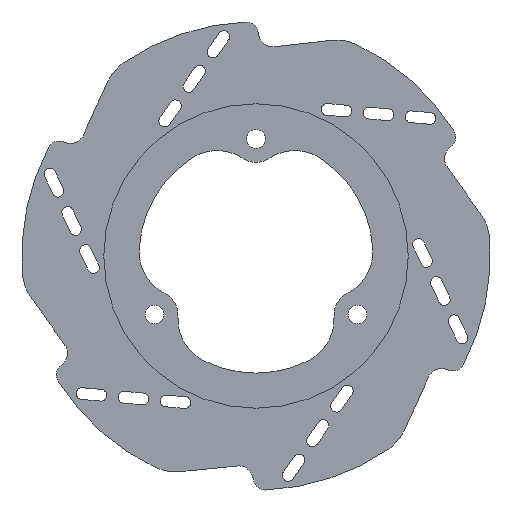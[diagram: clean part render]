
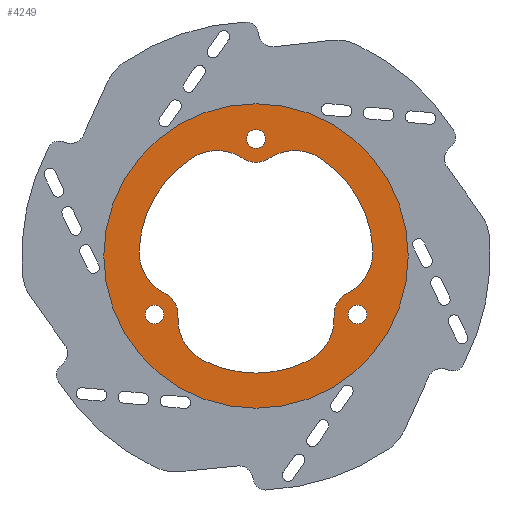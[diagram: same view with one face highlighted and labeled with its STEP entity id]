
A CAD part, left-side view. The second image highlights one B-rep face of the part: STEP entity #4249.
In plain terms, the highlighted planar face has unit normal (-1, 0, 0).
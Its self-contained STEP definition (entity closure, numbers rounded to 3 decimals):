
#1159=CARTESIAN_POINT('Vertex',(-2.,-65.,0.)) ;
#1173=CARTESIAN_POINT('Vertex',(-2.,65.,0.)) ;
#1176=CARTESIAN_POINT('Axis2P3D Location',(-2.,0.,0.)) ;
#1193=CARTESIAN_POINT('Axis2P3D Location',(-2.,0.,0.)) ;
#1223=CARTESIAN_POINT('Vertex',(-2.,4.,50.)) ;
#1226=CARTESIAN_POINT('Axis2P3D Location',(-2.,0.,50.)) ;
#1230=CARTESIAN_POINT('Vertex',(-2.,-4.,50.)) ;
#1250=CARTESIAN_POINT('Axis2P3D Location',(-2.,0.,50.)) ;
#1280=CARTESIAN_POINT('Vertex',(-2.,-39.301,-25.)) ;
#1283=CARTESIAN_POINT('Axis2P3D Location',(-2.,-43.301,-25.)) ;
#1287=CARTESIAN_POINT('Vertex',(-2.,-47.301,-25.)) ;
#1307=CARTESIAN_POINT('Axis2P3D Location',(-2.,-43.301,-25.)) ;
#1337=CARTESIAN_POINT('Vertex',(-2.,47.301,-25.)) ;
#1340=CARTESIAN_POINT('Axis2P3D Location',(-2.,43.301,-25.)) ;
#1344=CARTESIAN_POINT('Vertex',(-2.,39.301,-25.)) ;
#1364=CARTESIAN_POINT('Axis2P3D Location',(-2.,43.301,-25.)) ;
#3863=CARTESIAN_POINT('Vertex',(-2.,-5.528,41.667)) ;
#3877=CARTESIAN_POINT('Vertex',(-2.,-27.639,41.667)) ;
#3880=CARTESIAN_POINT('Axis2P3D Location',(-2.,-16.583,25.)) ;
#3904=CARTESIAN_POINT('Axis2P3D Location',(-2.,0.,50.)) ;
#3908=CARTESIAN_POINT('Vertex',(-2.,5.528,41.667)) ;
#3934=CARTESIAN_POINT('Vertex',(-2.,27.639,41.667)) ;
#3942=CARTESIAN_POINT('Axis2P3D Location',(-2.,16.583,25.)) ;
#3965=CARTESIAN_POINT('Vertex',(-2.,49.904,3.102)) ;
#3973=CARTESIAN_POINT('Axis2P3D Location',(-2.,0.,0.)) ;
#3996=CARTESIAN_POINT('Vertex',(-2.,38.848,-16.046)) ;
#4004=CARTESIAN_POINT('Axis2P3D Location',(-2.,29.942,1.861)) ;
#4027=CARTESIAN_POINT('Vertex',(-2.,-49.904,3.102)) ;
#4030=CARTESIAN_POINT('Axis2P3D Location',(-2.,0.,0.)) ;
#4063=CARTESIAN_POINT('Vertex',(-2.,-38.848,-16.046)) ;
#4066=CARTESIAN_POINT('Axis2P3D Location',(-2.,-29.942,1.861)) ;
#4083=CARTESIAN_POINT('Axis2P3D Location',(-2.,-43.301,-25.)) ;
#4087=CARTESIAN_POINT('Vertex',(-2.,-33.321,-25.62)) ;
#4125=CARTESIAN_POINT('Vertex',(-2.,-22.265,-44.769)) ;
#4128=CARTESIAN_POINT('Axis2P3D Location',(-2.,-13.359,-26.861)) ;
#4195=CARTESIAN_POINT('Axis2P3D Location',(-2.,0.,0.)) ;
#4204=CARTESIAN_POINT('Axis2P3D Location',(-2.,13.359,-26.861)) ;
#4208=CARTESIAN_POINT('Vertex',(-2.,22.265,-44.769)) ;
#4210=CARTESIAN_POINT('Vertex',(-2.,33.321,-25.62)) ;
#4213=CARTESIAN_POINT('Axis2P3D Location',(-2.,43.301,-25.)) ;
#4218=CARTESIAN_POINT('Axis2P3D Location',(-2.,0.,0.)) ;
#1177=DIRECTION('Axis2P3D Direction',(-1.,0.,0.)) ;
#1194=DIRECTION('Axis2P3D Direction',(-1.,0.,0.)) ;
#1227=DIRECTION('Axis2P3D Direction',(1.,0.,0.)) ;
#1251=DIRECTION('Axis2P3D Direction',(1.,0.,0.)) ;
#1284=DIRECTION('Axis2P3D Direction',(1.,0.,0.)) ;
#1308=DIRECTION('Axis2P3D Direction',(1.,0.,0.)) ;
#1341=DIRECTION('Axis2P3D Direction',(1.,0.,0.)) ;
#1365=DIRECTION('Axis2P3D Direction',(1.,0.,0.)) ;
#3881=DIRECTION('Axis2P3D Direction',(-1.,0.,0.)) ;
#3905=DIRECTION('Axis2P3D Direction',(1.,0.,0.)) ;
#3943=DIRECTION('Axis2P3D Direction',(-1.,0.,0.)) ;
#3974=DIRECTION('Axis2P3D Direction',(1.,0.,0.)) ;
#4005=DIRECTION('Axis2P3D Direction',(-1.,0.,0.)) ;
#4031=DIRECTION('Axis2P3D Direction',(1.,0.,0.)) ;
#4067=DIRECTION('Axis2P3D Direction',(-1.,0.,0.)) ;
#4084=DIRECTION('Axis2P3D Direction',(1.,0.,0.)) ;
#4129=DIRECTION('Axis2P3D Direction',(-1.,0.,0.)) ;
#4196=DIRECTION('Axis2P3D Direction',(-1.,0.,0.)) ;
#4197=DIRECTION('Axis2P3D XDirection',(0.,-1.,0.)) ;
#4205=DIRECTION('Axis2P3D Direction',(-1.,0.,0.)) ;
#4214=DIRECTION('Axis2P3D Direction',(-1.,0.,0.)) ;
#4219=DIRECTION('Axis2P3D Direction',(-1.,0.,0.)) ;
#1178=AXIS2_PLACEMENT_3D('Circle Axis2P3D',#1176,#1177,$) ;
#1195=AXIS2_PLACEMENT_3D('Circle Axis2P3D',#1193,#1194,$) ;
#1228=AXIS2_PLACEMENT_3D('Circle Axis2P3D',#1226,#1227,$) ;
#1252=AXIS2_PLACEMENT_3D('Circle Axis2P3D',#1250,#1251,$) ;
#1285=AXIS2_PLACEMENT_3D('Circle Axis2P3D',#1283,#1284,$) ;
#1309=AXIS2_PLACEMENT_3D('Circle Axis2P3D',#1307,#1308,$) ;
#1342=AXIS2_PLACEMENT_3D('Circle Axis2P3D',#1340,#1341,$) ;
#1366=AXIS2_PLACEMENT_3D('Circle Axis2P3D',#1364,#1365,$) ;
#3882=AXIS2_PLACEMENT_3D('Circle Axis2P3D',#3880,#3881,$) ;
#3906=AXIS2_PLACEMENT_3D('Circle Axis2P3D',#3904,#3905,$) ;
#3944=AXIS2_PLACEMENT_3D('Circle Axis2P3D',#3942,#3943,$) ;
#3975=AXIS2_PLACEMENT_3D('Circle Axis2P3D',#3973,#3974,$) ;
#4006=AXIS2_PLACEMENT_3D('Circle Axis2P3D',#4004,#4005,$) ;
#4032=AXIS2_PLACEMENT_3D('Circle Axis2P3D',#4030,#4031,$) ;
#4068=AXIS2_PLACEMENT_3D('Circle Axis2P3D',#4066,#4067,$) ;
#4085=AXIS2_PLACEMENT_3D('Circle Axis2P3D',#4083,#4084,$) ;
#4130=AXIS2_PLACEMENT_3D('Circle Axis2P3D',#4128,#4129,$) ;
#4198=AXIS2_PLACEMENT_3D('Plane Axis2P3D',#4195,#4196,#4197) ;
#4206=AXIS2_PLACEMENT_3D('Circle Axis2P3D',#4204,#4205,$) ;
#4215=AXIS2_PLACEMENT_3D('Circle Axis2P3D',#4213,#4214,$) ;
#4220=AXIS2_PLACEMENT_3D('Circle Axis2P3D',#4218,#4219,$) ;
#4201=ORIENTED_EDGE('',*,*,#1180,.T.) ;
#4202=ORIENTED_EDGE('',*,*,#1197,.T.) ;
#4224=ORIENTED_EDGE('',*,*,#4212,.T.) ;
#4225=ORIENTED_EDGE('',*,*,#4217,.T.) ;
#4226=ORIENTED_EDGE('',*,*,#4008,.T.) ;
#4227=ORIENTED_EDGE('',*,*,#3977,.F.) ;
#4228=ORIENTED_EDGE('',*,*,#3946,.T.) ;
#4229=ORIENTED_EDGE('',*,*,#3910,.T.) ;
#4230=ORIENTED_EDGE('',*,*,#3884,.T.) ;
#4231=ORIENTED_EDGE('',*,*,#4034,.F.) ;
#4232=ORIENTED_EDGE('',*,*,#4070,.T.) ;
#4233=ORIENTED_EDGE('',*,*,#4089,.T.) ;
#4234=ORIENTED_EDGE('',*,*,#4132,.T.) ;
#4235=ORIENTED_EDGE('',*,*,#4222,.F.) ;
#4238=ORIENTED_EDGE('',*,*,#1232,.F.) ;
#4239=ORIENTED_EDGE('',*,*,#1254,.F.) ;
#4242=ORIENTED_EDGE('',*,*,#1289,.F.) ;
#4243=ORIENTED_EDGE('',*,*,#1311,.F.) ;
#4246=ORIENTED_EDGE('',*,*,#1346,.F.) ;
#4247=ORIENTED_EDGE('',*,*,#1368,.F.) ;
#4236=FACE_BOUND('',#4223,.T.) ;
#4240=FACE_BOUND('',#4237,.T.) ;
#4244=FACE_BOUND('',#4241,.T.) ;
#4248=FACE_BOUND('',#4245,.T.) ;
#4249=ADVANCED_FACE('PartBody',(#4203,#4236,#4240,#4244,#4248),#4199,.T.) ;
#1179=CIRCLE('generated circle',#1178,65.) ;
#1196=CIRCLE('generated circle',#1195,65.) ;
#1229=CIRCLE('generated circle',#1228,4.) ;
#1253=CIRCLE('generated circle',#1252,4.) ;
#1286=CIRCLE('generated circle',#1285,4.) ;
#1310=CIRCLE('generated circle',#1309,4.) ;
#1343=CIRCLE('generated circle',#1342,4.) ;
#1367=CIRCLE('generated circle',#1366,4.) ;
#3883=CIRCLE('generated circle',#3882,20.) ;
#3907=CIRCLE('generated circle',#3906,10.) ;
#3945=CIRCLE('generated circle',#3944,20.) ;
#3976=CIRCLE('generated circle',#3975,50.) ;
#4007=CIRCLE('generated circle',#4006,20.) ;
#4033=CIRCLE('generated circle',#4032,50.) ;
#4069=CIRCLE('generated circle',#4068,20.) ;
#4086=CIRCLE('generated circle',#4085,10.) ;
#4131=CIRCLE('generated circle',#4130,20.) ;
#4207=CIRCLE('generated circle',#4206,20.) ;
#4216=CIRCLE('generated circle',#4215,10.) ;
#4221=CIRCLE('generated circle',#4220,50.) ;
#1180=EDGE_CURVE('',#1160,#1174,#1179,.T.) ;
#1197=EDGE_CURVE('',#1174,#1160,#1196,.T.) ;
#1232=EDGE_CURVE('',#1224,#1231,#1229,.F.) ;
#1254=EDGE_CURVE('',#1231,#1224,#1253,.F.) ;
#1289=EDGE_CURVE('',#1281,#1288,#1286,.F.) ;
#1311=EDGE_CURVE('',#1288,#1281,#1310,.F.) ;
#1346=EDGE_CURVE('',#1338,#1345,#1343,.F.) ;
#1368=EDGE_CURVE('',#1345,#1338,#1367,.F.) ;
#3884=EDGE_CURVE('',#3864,#3878,#3883,.F.) ;
#3910=EDGE_CURVE('',#3909,#3864,#3907,.F.) ;
#3946=EDGE_CURVE('',#3935,#3909,#3945,.F.) ;
#3977=EDGE_CURVE('',#3935,#3966,#3976,.F.) ;
#4008=EDGE_CURVE('',#3997,#3966,#4007,.F.) ;
#4034=EDGE_CURVE('',#4028,#3878,#4033,.F.) ;
#4070=EDGE_CURVE('',#4028,#4064,#4069,.F.) ;
#4089=EDGE_CURVE('',#4064,#4088,#4086,.F.) ;
#4132=EDGE_CURVE('',#4088,#4126,#4131,.F.) ;
#4212=EDGE_CURVE('',#4209,#4211,#4207,.F.) ;
#4217=EDGE_CURVE('',#4211,#3997,#4216,.T.) ;
#4222=EDGE_CURVE('',#4209,#4126,#4221,.T.) ;
#4200=EDGE_LOOP('',(#4201,#4202)) ;
#4223=EDGE_LOOP('',(#4224,#4225,#4226,#4227,#4228,#4229,#4230,#4231,#4232,#4233,#4234,#4235)) ;
#4237=EDGE_LOOP('',(#4238,#4239)) ;
#4241=EDGE_LOOP('',(#4242,#4243)) ;
#4245=EDGE_LOOP('',(#4246,#4247)) ;
#4203=FACE_OUTER_BOUND('',#4200,.T.) ;
#4199=PLANE('Plane',#4198) ;
#1160=VERTEX_POINT('',#1159) ;
#1174=VERTEX_POINT('',#1173) ;
#1224=VERTEX_POINT('',#1223) ;
#1231=VERTEX_POINT('',#1230) ;
#1281=VERTEX_POINT('',#1280) ;
#1288=VERTEX_POINT('',#1287) ;
#1338=VERTEX_POINT('',#1337) ;
#1345=VERTEX_POINT('',#1344) ;
#3864=VERTEX_POINT('',#3863) ;
#3878=VERTEX_POINT('',#3877) ;
#3909=VERTEX_POINT('',#3908) ;
#3935=VERTEX_POINT('',#3934) ;
#3966=VERTEX_POINT('',#3965) ;
#3997=VERTEX_POINT('',#3996) ;
#4028=VERTEX_POINT('',#4027) ;
#4064=VERTEX_POINT('',#4063) ;
#4088=VERTEX_POINT('',#4087) ;
#4126=VERTEX_POINT('',#4125) ;
#4209=VERTEX_POINT('',#4208) ;
#4211=VERTEX_POINT('',#4210) ;
